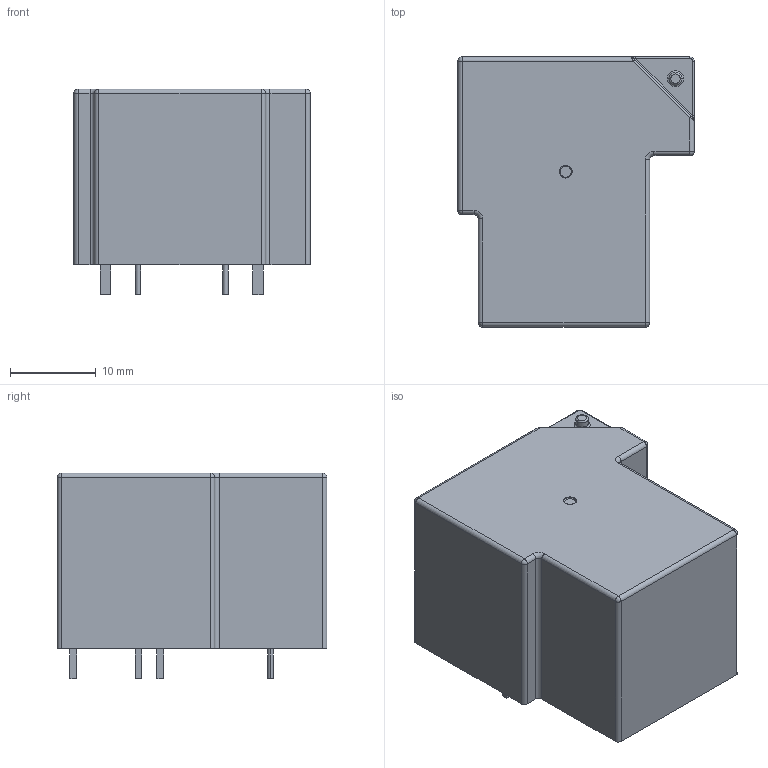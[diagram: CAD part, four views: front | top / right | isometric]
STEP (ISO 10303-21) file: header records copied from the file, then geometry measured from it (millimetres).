
FILE_DESCRIPTION (( 'STEP AP214' ), '1' );
FILE_NAME ('RELAY-TH_HT90-XX-XXAX.step', '2022-07-09T13:37:34', ( '' ), ( '' ), 'SwSTEP 2.0', 'SolidWorks 2020', '' );
FILE_SCHEMA (( 'AUTOMOTIVE_DESIGN' ));
Length unit declared in the file: millimetre
Products named in the file (1): RELAY-TH_HT90-XX-XXAX
Bounding box: 27.6 x 31.51 x 24 mm (x, y, z)
Volume: 15023.1 mm3; surface area: 3887.5 mm2
Topology: 1 solids, 1 shells, 362 faces, 951 edges, 619 vertices
Faces by surface type: plane 202, bspline 116, cylinder 30, torus 9, sphere 5
Entity records: 16281 total; most frequent: CARTESIAN_POINT 4124, ORIENTED_EDGE 1892, DIRECTION 1275, EDGE_CURVE 946, VECTOR 639, LINE 639, VERTEX_POINT 619, EDGE_LOOP 395
